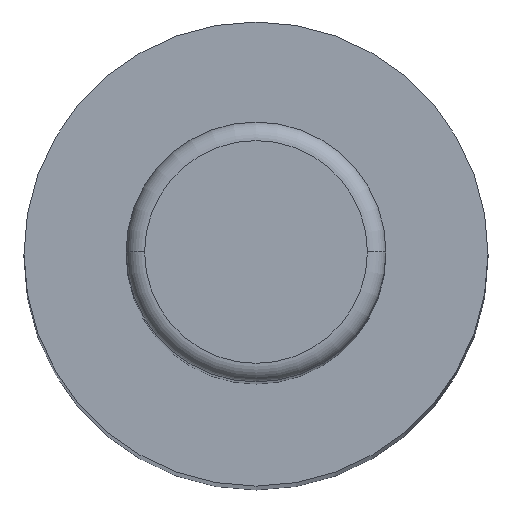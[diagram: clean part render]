
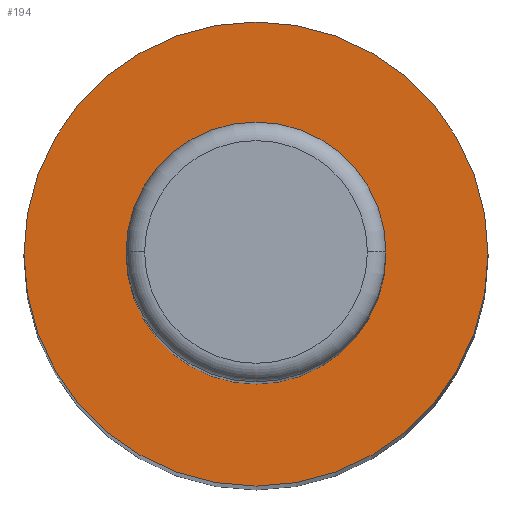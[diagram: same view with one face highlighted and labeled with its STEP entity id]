
A CAD part, top view. The second image highlights one B-rep face of the part: STEP entity #194.
In plain terms, the highlighted planar face has unit normal (0, 0, 1).
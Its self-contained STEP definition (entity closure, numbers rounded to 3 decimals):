
#38 = CARTESIAN_POINT ( 'NONE',  ( 0., 0., 120. ) ) ;
#45 = AXIS2_PLACEMENT_3D ( 'NONE', #773, #354, #843 ) ;
#66 = DIRECTION ( 'NONE',  ( 1., 0., 0. ) ) ;
#71 = FACE_BOUND ( 'NONE', #662, .T. ) ;
#82 = DIRECTION ( 'NONE',  ( 0., 0., -1. ) ) ;
#112 = DIRECTION ( 'NONE',  ( -1., 0., 0. ) ) ;
#113 = ORIENTED_EDGE ( 'NONE', *, *, #515, .T. ) ;
#149 = VERTEX_POINT ( 'NONE', #414 ) ;
#182 = AXIS2_PLACEMENT_3D ( 'NONE', #38, #535, #112 ) ;
#187 = CARTESIAN_POINT ( 'NONE',  ( 7., 0., 120. ) ) ;
#194 = ADVANCED_FACE ( 'NONE', ( #71, #284 ), #422, .T. ) ;
#204 = AXIS2_PLACEMENT_3D ( 'NONE', #702, #496, #66 ) ;
#229 = CIRCLE ( 'NONE', #182, 7. ) ;
#256 = CARTESIAN_POINT ( 'NONE',  ( 0., 0., 120. ) ) ;
#284 = FACE_OUTER_BOUND ( 'NONE', #411, .T. ) ;
#325 = DIRECTION ( 'NONE',  ( -1., 0., 0. ) ) ;
#326 = EDGE_CURVE ( 'NONE', #149, #793, #695, .T. ) ;
#347 = ORIENTED_EDGE ( 'NONE', *, *, #679, .F. ) ;
#354 = DIRECTION ( 'NONE',  ( 0., 0., -1. ) ) ;
#399 = CARTESIAN_POINT ( 'NONE',  ( -7., 0., 120. ) ) ;
#411 = EDGE_LOOP ( 'NONE', ( #573, #347 ) ) ;
#414 = CARTESIAN_POINT ( 'NONE',  ( -12.5, 0., 120. ) ) ;
#422 = PLANE ( 'NONE',  #204 ) ;
#447 = EDGE_CURVE ( 'NONE', #517, #516, #229, .T. ) ;
#489 = AXIS2_PLACEMENT_3D ( 'NONE', #514, #82, #577 ) ;
#496 = DIRECTION ( 'NONE',  ( 0., 0., 1. ) ) ;
#514 = CARTESIAN_POINT ( 'NONE',  ( 0., 0., 120. ) ) ;
#515 = EDGE_CURVE ( 'NONE', #516, #517, #766, .T. ) ;
#516 = VERTEX_POINT ( 'NONE', #399 ) ;
#517 = VERTEX_POINT ( 'NONE', #187 ) ;
#535 = DIRECTION ( 'NONE',  ( 0., 0., -1. ) ) ;
#573 = ORIENTED_EDGE ( 'NONE', *, *, #326, .F. ) ;
#577 = DIRECTION ( 'NONE',  ( -1., 0., 0. ) ) ;
#638 = AXIS2_PLACEMENT_3D ( 'NONE', #256, #748, #325 ) ;
#658 = CIRCLE ( 'NONE', #45, 12.5 ) ;
#662 = EDGE_LOOP ( 'NONE', ( #113, #829 ) ) ;
#679 = EDGE_CURVE ( 'NONE', #793, #149, #658, .T. ) ;
#695 = CIRCLE ( 'NONE', #489, 12.5 ) ;
#702 = CARTESIAN_POINT ( 'NONE',  ( -7., 0., 120. ) ) ;
#748 = DIRECTION ( 'NONE',  ( 0., 0., -1. ) ) ;
#766 = CIRCLE ( 'NONE', #638, 7. ) ;
#773 = CARTESIAN_POINT ( 'NONE',  ( 0., 0., 120. ) ) ;
#793 = VERTEX_POINT ( 'NONE', #853 ) ;
#829 = ORIENTED_EDGE ( 'NONE', *, *, #447, .T. ) ;
#843 = DIRECTION ( 'NONE',  ( -1., 0., 0. ) ) ;
#853 = CARTESIAN_POINT ( 'NONE',  ( 12.5, 0., 120. ) ) ;
